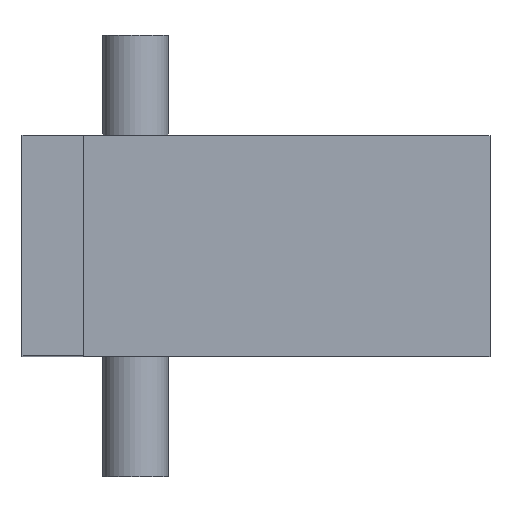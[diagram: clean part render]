
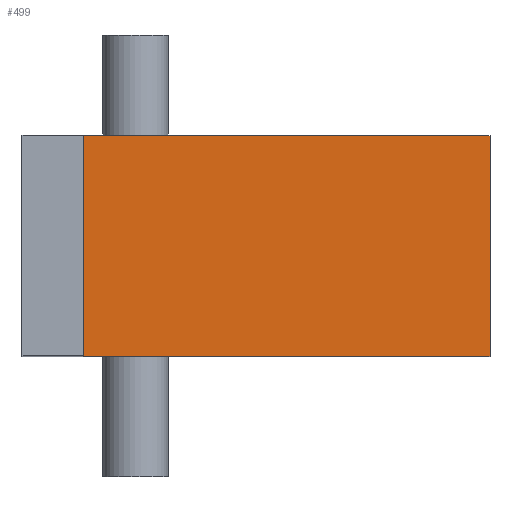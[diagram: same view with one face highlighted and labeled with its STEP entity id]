
A CAD part, top view. The second image highlights one B-rep face of the part: STEP entity #499.
In plain terms, the highlighted planar face has unit normal (0, 0, 1).
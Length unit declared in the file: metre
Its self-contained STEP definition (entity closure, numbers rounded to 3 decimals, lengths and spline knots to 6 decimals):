
#66=ORIENTED_EDGE('',*,*,#196,.T.);
#67=ORIENTED_EDGE('',*,*,#199,.F.);
#68=ORIENTED_EDGE('',*,*,#200,.F.);
#69=ORIENTED_EDGE('',*,*,#201,.T.);
#196=EDGE_CURVE('',#261,#260,#310,.T.);
#199=EDGE_CURVE('',#263,#260,#313,.T.);
#200=EDGE_CURVE('',#264,#263,#314,.T.);
#201=EDGE_CURVE('',#264,#261,#315,.T.);
#260=VERTEX_POINT('',#779);
#261=VERTEX_POINT('',#781);
#263=VERTEX_POINT('',#787);
#264=VERTEX_POINT('',#789);
#310=LINE('',#780,#375);
#313=LINE('',#786,#378);
#314=LINE('',#788,#379);
#315=LINE('',#790,#380);
#375=VECTOR('',#621,1.);
#378=VECTOR('',#626,1.);
#379=VECTOR('',#627,1.);
#380=VECTOR('',#628,1.);
#409=EDGE_LOOP('',(#66,#67,#68,#69));
#442=FACE_BOUND('',#409,.T.);
#473=PLANE('',#541);
#499=ADVANCED_FACE('',(#442),#473,.F.);
#541=AXIS2_PLACEMENT_3D('',#785,#624,#625);
#621=DIRECTION('',(1.,0.,0.));
#624=DIRECTION('',(0.,0.,-1.));
#625=DIRECTION('',(-1.,0.,0.));
#626=DIRECTION('',(0.,-1.,0.));
#627=DIRECTION('',(1.,0.,0.));
#628=DIRECTION('',(0.,-1.,0.));
#779=CARTESIAN_POINT('',(0.034828,-0.005588,0.006305));
#780=CARTESIAN_POINT('',(0.029346,-0.005588,0.006305));
#781=CARTESIAN_POINT('',(0.019375,-0.005588,0.006305));
#785=CARTESIAN_POINT('',(0.029346,0.002794,0.006305));
#786=CARTESIAN_POINT('',(0.034828,0.002794,0.006305));
#787=CARTESIAN_POINT('',(0.034828,0.002794,0.006305));
#788=CARTESIAN_POINT('',(0.029346,0.002794,0.006305));
#789=CARTESIAN_POINT('',(0.019375,0.002794,0.006305));
#790=CARTESIAN_POINT('',(0.019375,0.002794,0.006305));
